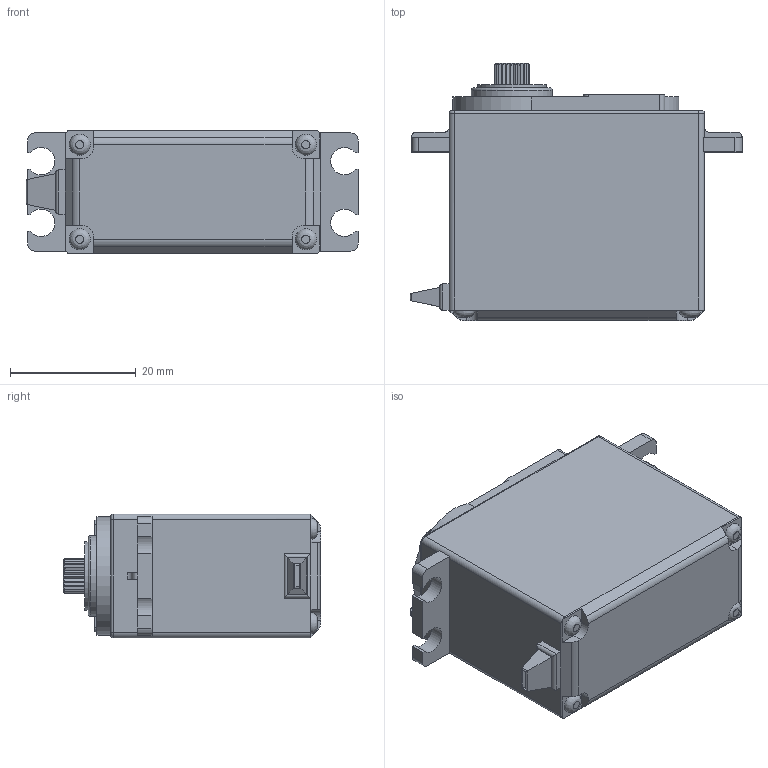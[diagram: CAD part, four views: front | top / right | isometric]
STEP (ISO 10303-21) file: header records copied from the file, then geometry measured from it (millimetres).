
FILE_DESCRIPTION(/* description */ (''),/* implementation_level */ '2;1');
FILE_NAME(/* name */ 'hs-422.stp',/* time_stamp */ '2014-07-23T12:23:59-08:00',/* author */ ('Ben'),/* organization */ (''),/* preprocessor_version */ 'ST-DEVELOPER v15.2',/* originating_system */ 'Autodesk Inventor 2014',/* authorisation */ '');
FILE_SCHEMA (('AUTOMOTIVE_DESIGN { 1 0 10303 214 3 1 1 }'));
Length unit declared in the file: inch
Products named in the file (3): servo body; servo output; hs-422
Bounding box: 52.83 x 40.92 x 19.68 mm (x, y, z)
Volume: 28563.5 mm3; surface area: 6561.2 mm2
Topology: 2 solids, 2 shells, 201 faces, 590 edges, 451 vertices
Faces by surface type: plane 141, cylinder 50, torus 6, bspline 4
Full cylindrical faces by diameter (mm): 3 x1, 5.588 x1, 10.922 x1, 12.903 x1
Entity records: 7287 total; most frequent: CARTESIAN_POINT 1784, ORIENTED_EDGE 1070, DIRECTION 1067, EDGE_CURVE 535, LINE 401, VECTOR 401, VERTEX_POINT 354, AXIS2_PLACEMENT_3D 333
